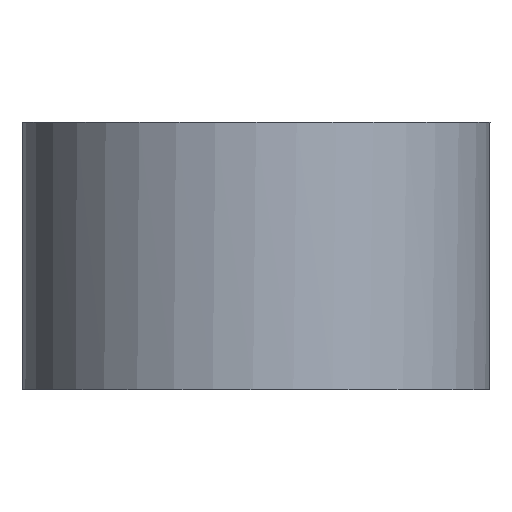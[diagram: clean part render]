
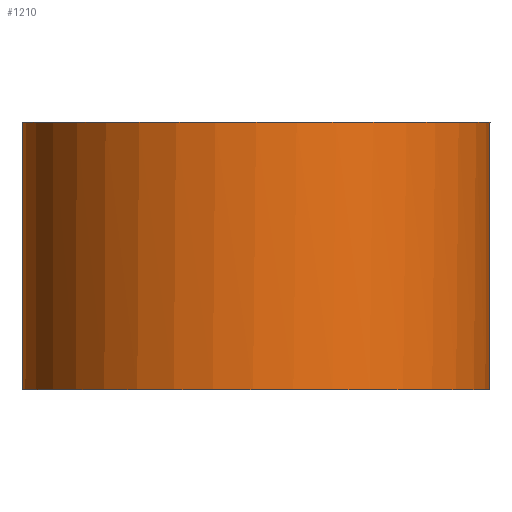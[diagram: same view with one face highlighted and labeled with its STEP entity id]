
A CAD part, front view. The second image highlights one B-rep face of the part: STEP entity #1210.
In plain terms, the highlighted cylindrical face has radius 3.5 mm (diameter 7 mm), a full revolution.
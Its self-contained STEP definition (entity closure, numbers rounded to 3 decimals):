
#23=CYLINDRICAL_SURFACE('',#1301,3.5);
#39=CIRCLE('',#1230,3.5);
#41=CIRCLE('',#1276,3.5);
#57=CIRCLE('',#1302,3.5);
#58=CIRCLE('',#1303,3.5);
#115=FACE_OUTER_BOUND('',#182,.T.);
#182=EDGE_LOOP('',(#1080,#1081,#1082,#1083,#1084,#1085,#1086,#1087));
#336=LINE('',#1943,#484);
#337=LINE('',#1946,#485);
#338=LINE('',#1949,#486);
#484=VECTOR('',#1600,10.);
#485=VECTOR('',#1603,3.5);
#486=VECTOR('',#1606,10.);
#494=VERTEX_POINT('',#1631);
#579=VERTEX_POINT('',#1887);
#580=VERTEX_POINT('',#1889);
#597=VERTEX_POINT('',#1941);
#598=VERTEX_POINT('',#1945);
#599=VERTEX_POINT('',#1948);
#607=EDGE_CURVE('',#494,#494,#39,.T.);
#735=EDGE_CURVE('',#579,#580,#41,.T.);
#762=EDGE_CURVE('',#597,#580,#336,.T.);
#763=EDGE_CURVE('',#494,#598,#337,.T.);
#764=EDGE_CURVE('',#598,#597,#57,.T.);
#765=EDGE_CURVE('',#599,#579,#338,.T.);
#766=EDGE_CURVE('',#599,#598,#58,.T.);
#1080=ORIENTED_EDGE('',*,*,#607,.F.);
#1081=ORIENTED_EDGE('',*,*,#763,.T.);
#1082=ORIENTED_EDGE('',*,*,#764,.T.);
#1083=ORIENTED_EDGE('',*,*,#762,.T.);
#1084=ORIENTED_EDGE('',*,*,#735,.F.);
#1085=ORIENTED_EDGE('',*,*,#765,.F.);
#1086=ORIENTED_EDGE('',*,*,#766,.T.);
#1087=ORIENTED_EDGE('',*,*,#763,.F.);
#1210=ADVANCED_FACE('',(#115),#23,.T.);
#1230=AXIS2_PLACEMENT_3D('',#1632,#1321,#1322);
#1276=AXIS2_PLACEMENT_3D('',#1890,#1539,#1540);
#1301=AXIS2_PLACEMENT_3D('',#1944,#1601,#1602);
#1302=AXIS2_PLACEMENT_3D('',#1947,#1604,#1605);
#1303=AXIS2_PLACEMENT_3D('',#1950,#1607,#1608);
#1321=DIRECTION('center_axis',(0.,0.,1.));
#1322=DIRECTION('ref_axis',(1.,0.,0.));
#1539=DIRECTION('center_axis',(0.,0.,-1.));
#1540=DIRECTION('ref_axis',(1.,0.,0.));
#1600=DIRECTION('',(0.,0.,1.));
#1601=DIRECTION('center_axis',(0.,0.,1.));
#1602=DIRECTION('ref_axis',(1.,0.,0.));
#1603=DIRECTION('',(0.,0.,-1.));
#1604=DIRECTION('center_axis',(0.,0.,1.));
#1605=DIRECTION('ref_axis',(1.,0.,0.));
#1606=DIRECTION('',(0.,0.,1.));
#1607=DIRECTION('center_axis',(0.,0.,1.));
#1608=DIRECTION('ref_axis',(1.,0.,0.));
#1631=CARTESIAN_POINT('',(-3.5,0.,4.));
#1632=CARTESIAN_POINT('Origin',(0.,0.,4.));
#1887=CARTESIAN_POINT('',(-2.75,2.165,1.5));
#1889=CARTESIAN_POINT('',(2.75,2.165,1.5));
#1890=CARTESIAN_POINT('Origin',(0.,0.,1.5));
#1941=CARTESIAN_POINT('',(2.75,2.165,0.));
#1943=CARTESIAN_POINT('',(2.75,2.165,0.));
#1944=CARTESIAN_POINT('Origin',(0.,0.,0.));
#1945=CARTESIAN_POINT('',(-3.5,0.,0.));
#1946=CARTESIAN_POINT('',(-3.5,0.,0.));
#1947=CARTESIAN_POINT('Origin',(0.,0.,0.));
#1948=CARTESIAN_POINT('',(-2.75,2.165,0.));
#1949=CARTESIAN_POINT('',(-2.75,2.165,0.));
#1950=CARTESIAN_POINT('Origin',(0.,0.,0.));
